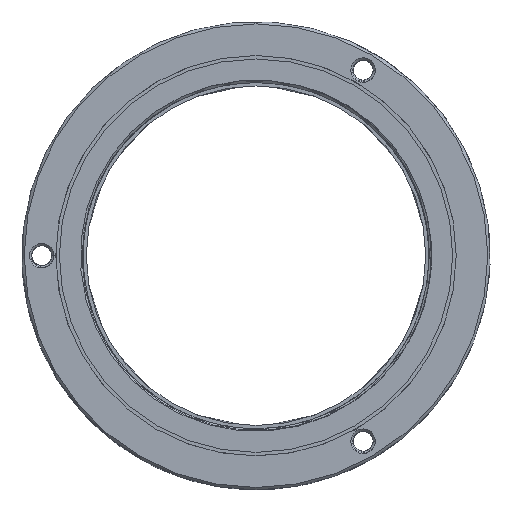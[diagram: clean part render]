
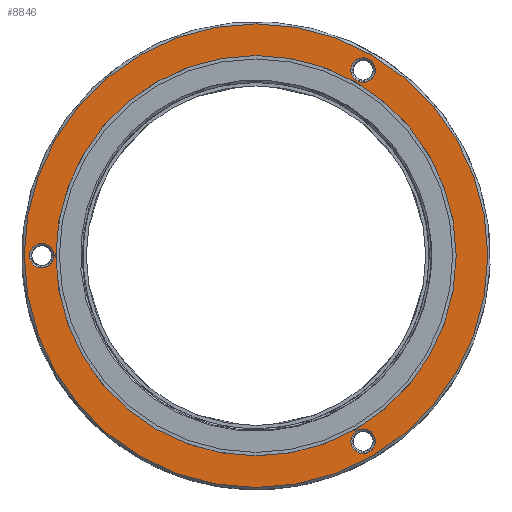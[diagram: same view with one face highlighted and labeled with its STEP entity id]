
A CAD part, left-side view. The second image highlights one B-rep face of the part: STEP entity #8846.
In plain terms, the highlighted planar face has unit normal (-1, 0, 0).
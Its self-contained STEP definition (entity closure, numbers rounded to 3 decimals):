
#56 = DIRECTION ( 'NONE',  ( 1., 0., 0. ) ) ;
#217 = DIRECTION ( 'NONE',  ( 0., 0., 1. ) ) ;
#574 = CARTESIAN_POINT ( 'NONE',  ( 8., -9.15, 14.798 ) ) ;
#1263 = DIRECTION ( 'NONE',  ( 0., 0., -1. ) ) ;
#1601 = AXIS2_PLACEMENT_3D ( 'NONE', #9092, #15357, #1263 ) ;
#1709 = ORIENTED_EDGE ( 'NONE', *, *, #9451, .F. ) ;
#2227 = DIRECTION ( 'NONE',  ( -1., 0., 0. ) ) ;
#2255 = PLANE ( 'NONE',  #21228 ) ;
#2374 = EDGE_CURVE ( 'NONE', #22661, #22661, #24472, .T. ) ;
#2573 = CIRCLE ( 'NONE', #21244, 17.1 ) ;
#3334 = AXIS2_PLACEMENT_3D ( 'NONE', #20045, #2227, #22258 ) ;
#3869 = DIRECTION ( 'NONE',  ( 1., 0., 0. ) ) ;
#4322 = CARTESIAN_POINT ( 'NONE',  ( 8., -9.15, 15.848 ) ) ;
#4441 = CARTESIAN_POINT ( 'NONE',  ( 8., 0., -19.8 ) ) ;
#5496 = EDGE_CURVE ( 'NONE', #20461, #20461, #19125, .T. ) ;
#5793 = AXIS2_PLACEMENT_3D ( 'NONE', #21707, #3869, #9770 ) ;
#6034 = FACE_BOUND ( 'NONE', #12773, .T. ) ;
#6064 = CARTESIAN_POINT ( 'NONE',  ( 8., 0., 0. ) ) ;
#6586 = AXIS2_PLACEMENT_3D ( 'NONE', #4322, #16619, #12298 ) ;
#6773 = ORIENTED_EDGE ( 'NONE', *, *, #2374, .T. ) ;
#7968 = ORIENTED_EDGE ( 'NONE', *, *, #16588, .T. ) ;
#8492 = ORIENTED_EDGE ( 'NONE', *, *, #5496, .T. ) ;
#8781 = VERTEX_POINT ( 'NONE', #16750 ) ;
#8846 = ADVANCED_FACE ( 'NONE', ( #12182, #12310, #20083, #6034, #18290 ), #2255, .F. ) ;
#9092 = CARTESIAN_POINT ( 'NONE',  ( 8., 18.3, 0. ) ) ;
#9451 = EDGE_CURVE ( 'NONE', #10852, #10852, #2573, .T. ) ;
#9770 = DIRECTION ( 'NONE',  ( 0., 0., -1. ) ) ;
#10348 = VERTEX_POINT ( 'NONE', #18274 ) ;
#10565 = EDGE_LOOP ( 'NONE', ( #1709 ) ) ;
#10778 = CIRCLE ( 'NONE', #1601, 1.05 ) ;
#10852 = VERTEX_POINT ( 'NONE', #16485 ) ;
#11491 = EDGE_LOOP ( 'NONE', ( #6773 ) ) ;
#12182 = FACE_OUTER_BOUND ( 'NONE', #22423, .T. ) ;
#12298 = DIRECTION ( 'NONE',  ( 0., 0., -1. ) ) ;
#12310 = FACE_BOUND ( 'NONE', #21751, .T. ) ;
#12773 = EDGE_LOOP ( 'NONE', ( #14815 ) ) ;
#12895 = CIRCLE ( 'NONE', #5793, 1.05 ) ;
#14016 = DIRECTION ( 'NONE',  ( 0., 0., -1. ) ) ;
#14815 = ORIENTED_EDGE ( 'NONE', *, *, #24377, .T. ) ;
#15357 = DIRECTION ( 'NONE',  ( 1., 0., 0. ) ) ;
#16485 = CARTESIAN_POINT ( 'NONE',  ( 8., 0., 17.1 ) ) ;
#16588 = EDGE_CURVE ( 'NONE', #8781, #8781, #12895, .T. ) ;
#16619 = DIRECTION ( 'NONE',  ( 1., 0., 0. ) ) ;
#16750 = CARTESIAN_POINT ( 'NONE',  ( 8., -9.15, -16.898 ) ) ;
#17956 = DIRECTION ( 'NONE',  ( -1., 0., 0. ) ) ;
#18274 = CARTESIAN_POINT ( 'NONE',  ( 8., 18.3, -1.05 ) ) ;
#18290 = FACE_BOUND ( 'NONE', #10565, .T. ) ;
#18428 = CARTESIAN_POINT ( 'NONE',  ( 8., 20., 0. ) ) ;
#19125 = CIRCLE ( 'NONE', #3334, 19.8 ) ;
#20045 = CARTESIAN_POINT ( 'NONE',  ( 8., 0., 0. ) ) ;
#20083 = FACE_BOUND ( 'NONE', #11491, .T. ) ;
#20461 = VERTEX_POINT ( 'NONE', #4441 ) ;
#21228 = AXIS2_PLACEMENT_3D ( 'NONE', #18428, #56, #14016 ) ;
#21244 = AXIS2_PLACEMENT_3D ( 'NONE', #6064, #17956, #217 ) ;
#21707 = CARTESIAN_POINT ( 'NONE',  ( 8., -9.15, -15.848 ) ) ;
#21751 = EDGE_LOOP ( 'NONE', ( #7968 ) ) ;
#22258 = DIRECTION ( 'NONE',  ( 0., 0., -1. ) ) ;
#22423 = EDGE_LOOP ( 'NONE', ( #8492 ) ) ;
#22661 = VERTEX_POINT ( 'NONE', #574 ) ;
#24377 = EDGE_CURVE ( 'NONE', #10348, #10348, #10778, .T. ) ;
#24472 = CIRCLE ( 'NONE', #6586, 1.05 ) ;
